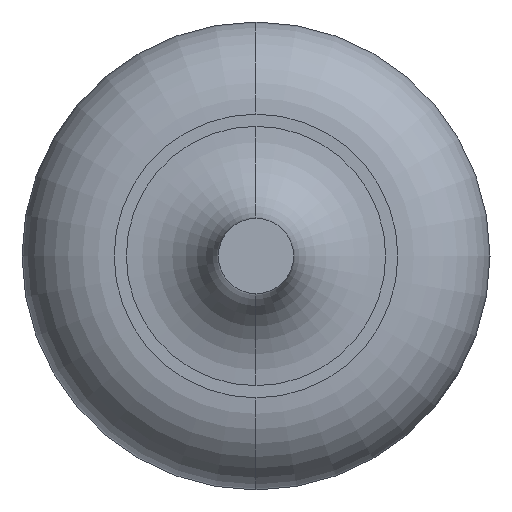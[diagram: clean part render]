
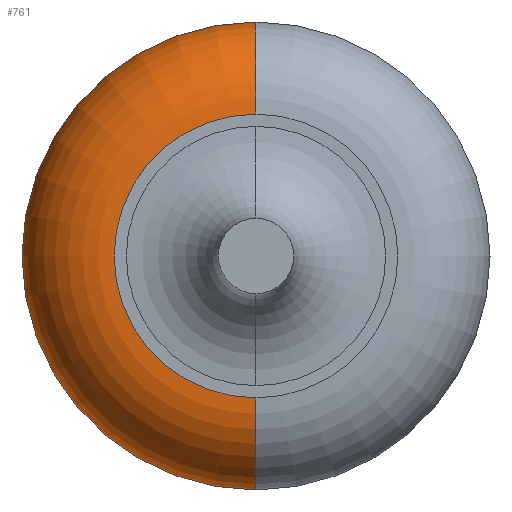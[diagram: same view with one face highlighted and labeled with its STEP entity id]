
A CAD part, left-side view. The second image highlights one B-rep face of the part: STEP entity #761.
In plain terms, the highlighted toroidal (fillet/blend) face has major radius 1.925 mm and minor radius 1.25 mm.
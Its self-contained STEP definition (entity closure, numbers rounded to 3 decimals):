
#25 = CARTESIAN_POINT ( 'NONE',  ( -6.69, 0., -3.175 ) ) ;
#34 = EDGE_CURVE ( 'NONE', #252, #254, #672, .T. ) ;
#52 = DIRECTION ( 'NONE',  ( 0., 0., 1. ) ) ;
#68 = ORIENTED_EDGE ( 'NONE', *, *, #596, .T. ) ;
#107 = CARTESIAN_POINT ( 'NONE',  ( -7.94, 0., 1.925 ) ) ;
#120 = CIRCLE ( 'NONE', #612, 1.25 ) ;
#152 = EDGE_LOOP ( 'NONE', ( #391, #68, #388, #402 ) ) ;
#199 = CARTESIAN_POINT ( 'NONE',  ( -7.94, 0., -1.925 ) ) ;
#215 = AXIS2_PLACEMENT_3D ( 'NONE', #776, #775, #774 ) ;
#252 = VERTEX_POINT ( 'NONE', #107 ) ;
#254 = VERTEX_POINT ( 'NONE', #199 ) ;
#263 = VERTEX_POINT ( 'NONE', #490 ) ;
#264 = VERTEX_POINT ( 'NONE', #25 ) ;
#284 = CIRCLE ( 'NONE', #619, 1.25 ) ;
#313 = FACE_OUTER_BOUND ( 'NONE', #152, .T. ) ;
#317 = TOROIDAL_SURFACE ( 'NONE', #343, 1.925, 1.25 ) ;
#343 = AXIS2_PLACEMENT_3D ( 'NONE', #475, #483, #484 ) ;
#388 = ORIENTED_EDGE ( 'NONE', *, *, #34, .F. ) ;
#391 = ORIENTED_EDGE ( 'NONE', *, *, #599, .T. ) ;
#402 = ORIENTED_EDGE ( 'NONE', *, *, #607, .F. ) ;
#404 = CARTESIAN_POINT ( 'NONE',  ( -6.69, 0., 0. ) ) ;
#407 = DIRECTION ( 'NONE',  ( -1., 0., 0. ) ) ;
#447 = CARTESIAN_POINT ( 'NONE',  ( -6.69, 0., -1.925 ) ) ;
#450 = DIRECTION ( 'NONE',  ( 0., 0., 1. ) ) ;
#451 = DIRECTION ( 'NONE',  ( 0., 1., 0. ) ) ;
#475 = CARTESIAN_POINT ( 'NONE',  ( -6.69, 0., 0. ) ) ;
#483 = DIRECTION ( 'NONE',  ( -1., 0., 0. ) ) ;
#484 = DIRECTION ( 'NONE',  ( 0., 0., 1. ) ) ;
#490 = CARTESIAN_POINT ( 'NONE',  ( -6.69, 0., 3.175 ) ) ;
#503 = CIRCLE ( 'NONE', #615, 3.175 ) ;
#596 = EDGE_CURVE ( 'NONE', #264, #254, #120, .T. ) ;
#599 = EDGE_CURVE ( 'NONE', #263, #264, #503, .T. ) ;
#607 = EDGE_CURVE ( 'NONE', #263, #252, #284, .T. ) ;
#612 = AXIS2_PLACEMENT_3D ( 'NONE', #447, #451, #450 ) ;
#615 = AXIS2_PLACEMENT_3D ( 'NONE', #404, #407, #52 ) ;
#619 = AXIS2_PLACEMENT_3D ( 'NONE', #653, #652, #651 ) ;
#651 = DIRECTION ( 'NONE',  ( 0., 0., -1. ) ) ;
#652 = DIRECTION ( 'NONE',  ( 0., -1., 0. ) ) ;
#653 = CARTESIAN_POINT ( 'NONE',  ( -6.69, 0., 1.925 ) ) ;
#672 = CIRCLE ( 'NONE', #215, 1.925 ) ;
#761 = ADVANCED_FACE ( 'NONE', ( #313 ), #317, .T. ) ;
#774 = DIRECTION ( 'NONE',  ( 0., 0., 1. ) ) ;
#775 = DIRECTION ( 'NONE',  ( -1., 0., 0. ) ) ;
#776 = CARTESIAN_POINT ( 'NONE',  ( -7.94, 0., 0. ) ) ;
